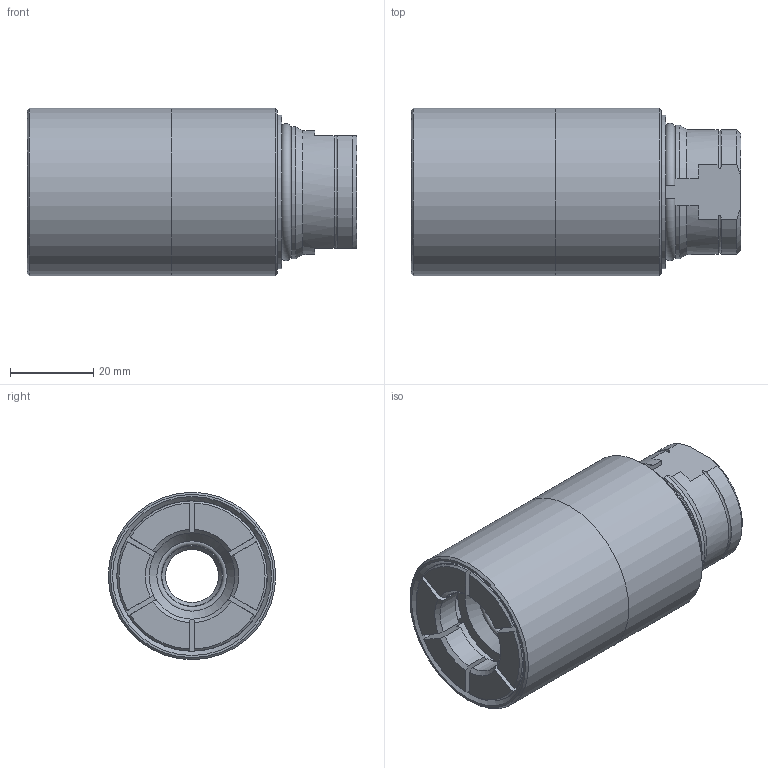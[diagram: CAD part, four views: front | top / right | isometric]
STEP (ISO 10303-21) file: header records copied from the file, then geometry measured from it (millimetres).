
FILE_DESCRIPTION(/* description */ (''),/* implementation_level */ '2;1');
FILE_NAME(/* name */ '60G-109.stp',/* time_stamp */ '2016-06-23T09:54:37-05:00',/* author */ ('scottg'),/* organization */ ('FasTest,Inc.'),/* preprocessor_version */ 'ST-DEVELOPER v16.1',/* originating_system */ 'Autodesk Inventor 2016',/* authorisation */ '');
FILE_SCHEMA (('AUTOMOTIVE_DESIGN { 1 0 10303 214 3 1 1 }'));
Length unit declared in the file: inch
Products named in the file (1): 60G-109
Bounding box: 79.03 x 40.13 x 40.13 mm (x, y, z)
Volume: 73012.7 mm3; surface area: 18580 mm2
Topology: 1 solids, 1 shells, 100 faces, 260 edges, 172 vertices
Faces by surface type: plane 33, cone 32, cylinder 30, torus 5
Full cylindrical faces by diameter (mm): 12.7 x1, 17.475 x1, 36.068 x1, 36.83 x1, 40.129 x1, 40.132 x1
Entity records: 3144 total; most frequent: CARTESIAN_POINT 777, ORIENTED_EDGE 474, DIRECTION 472, EDGE_CURVE 237, AXIS2_PLACEMENT_3D 192, VERTEX_POINT 167, EDGE_LOOP 130, FACE_OUTER_BOUND 100
